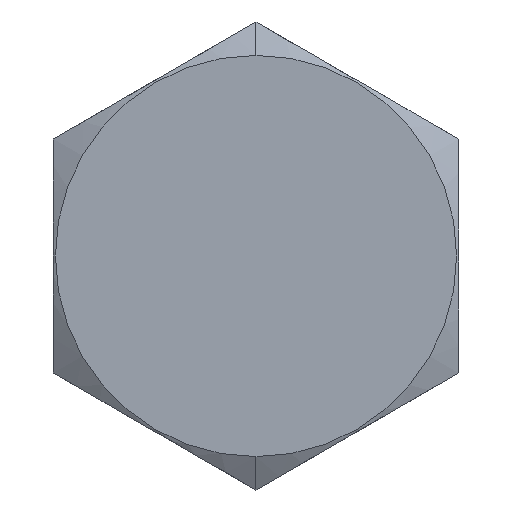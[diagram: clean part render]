
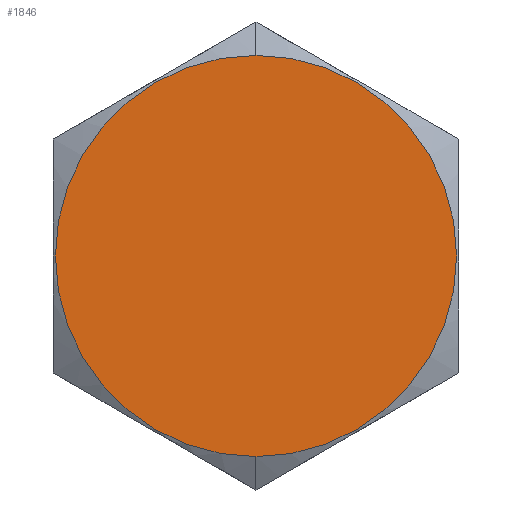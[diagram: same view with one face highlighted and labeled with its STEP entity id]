
A CAD part, left-side view. The second image highlights one B-rep face of the part: STEP entity #1846.
In plain terms, the highlighted planar face has unit normal (-1, 0, 0).
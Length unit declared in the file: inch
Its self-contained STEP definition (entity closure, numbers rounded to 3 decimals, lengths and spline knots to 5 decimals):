
#45 = CARTESIAN_POINT ( 'NONE',  ( -1.12, 0., 0.495 ) ) ;
#294 = EDGE_CURVE ( 'NONE', #6701, #8555, #875, .T. ) ;
#737 = DIRECTION ( 'NONE',  ( -1., 0., 0. ) ) ;
#875 = CIRCLE ( 'NONE', #5035, 0.495 ) ;
#1505 = AXIS2_PLACEMENT_3D ( 'NONE', #6814, #737, #8105 ) ;
#1539 = CARTESIAN_POINT ( 'NONE',  ( -1.12, 0.5, 0.28868 ) ) ;
#1846 = ADVANCED_FACE ( 'NONE', ( #3802 ), #4232, .F. ) ;
#1881 = ORIENTED_EDGE ( 'NONE', *, *, #5611, .T. ) ;
#2103 = ORIENTED_EDGE ( 'NONE', *, *, #294, .T. ) ;
#2303 = AXIS2_PLACEMENT_3D ( 'NONE', #1539, #8266, #4263 ) ;
#2635 = EDGE_LOOP ( 'NONE', ( #2103, #1881 ) ) ;
#2703 = CARTESIAN_POINT ( 'NONE',  ( -1.12, 0., -0.495 ) ) ;
#3802 = FACE_OUTER_BOUND ( 'NONE', #2635, .T. ) ;
#4032 = CARTESIAN_POINT ( 'NONE',  ( -1.12, 0., 0. ) ) ;
#4232 = PLANE ( 'NONE',  #2303 ) ;
#4263 = DIRECTION ( 'NONE',  ( 0., 0., -1. ) ) ;
#5035 = AXIS2_PLACEMENT_3D ( 'NONE', #4032, #6678, #5995 ) ;
#5611 = EDGE_CURVE ( 'NONE', #8555, #6701, #7570, .T. ) ;
#5995 = DIRECTION ( 'NONE',  ( 0., 0., 1. ) ) ;
#6678 = DIRECTION ( 'NONE',  ( -1., 0., 0. ) ) ;
#6701 = VERTEX_POINT ( 'NONE', #45 ) ;
#6814 = CARTESIAN_POINT ( 'NONE',  ( -1.12, 0., 0. ) ) ;
#7570 = CIRCLE ( 'NONE', #1505, 0.495 ) ;
#8105 = DIRECTION ( 'NONE',  ( 0., 0., 1. ) ) ;
#8266 = DIRECTION ( 'NONE',  ( 1., 0., 0. ) ) ;
#8555 = VERTEX_POINT ( 'NONE', #2703 ) ;
